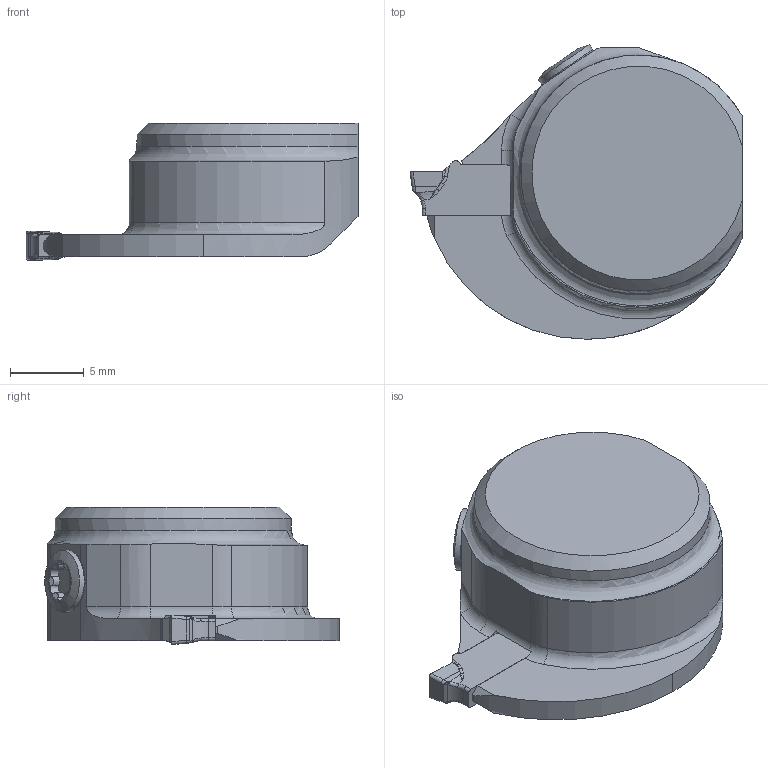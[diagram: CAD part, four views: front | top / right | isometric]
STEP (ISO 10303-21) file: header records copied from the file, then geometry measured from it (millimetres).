
FILE_DESCRIPTION(/* description */ (''),/* implementation_level */ '2;1');
FILE_NAME(/* name */ 'toolassembly_1.stp',/* time_stamp */ '2022-05-24T13:43:55+02:00',/* author */ (''),/* organization */ ('SMS'),/* preprocessor_version */ 'ST-DEVELOPER v16.7',/* originating_system */ 'SIEMENS PLM Software NX 12.0',/* authorisation */ '');
FILE_SCHEMA (('AUTOMOTIVE_DESIGN { 1 0 10303 214 3 1 1 1 }'));
Length unit declared in the file: millimetre
Products named in the file (4): ASSEMBLY_CONSTRUCTION; CUT_20220524134224; NOCUT_20220524134119; TOOLASSEMBLY_1
Assembly tree (3 placements, depth 2):
  TOOLASSEMBLY_1
    NOCUT_20220524134119
    CUT_20220524134224
    ASSEMBLY_CONSTRUCTION
Bounding box: 22.5 x 19.96 x 9.3 mm (x, y, z)
Volume: 2066.2 mm3; surface area: 1136.5 mm2
Topology: 2 solids, 2 shells, 143 faces, 388 edges, 254 vertices
Faces by surface type: plane 60, cylinder 35, bspline 19, extrusion 15, cone 8, torus 6
Full cylindrical faces by diameter (mm): 4.2 x1
Entity records: 5586 total; most frequent: CARTESIAN_POINT 1959, ORIENTED_EDGE 766, DIRECTION 695, EDGE_CURVE 383, AXIS2_PLACEMENT_3D 255, VERTEX_POINT 248, VECTOR 185, LINE 170
